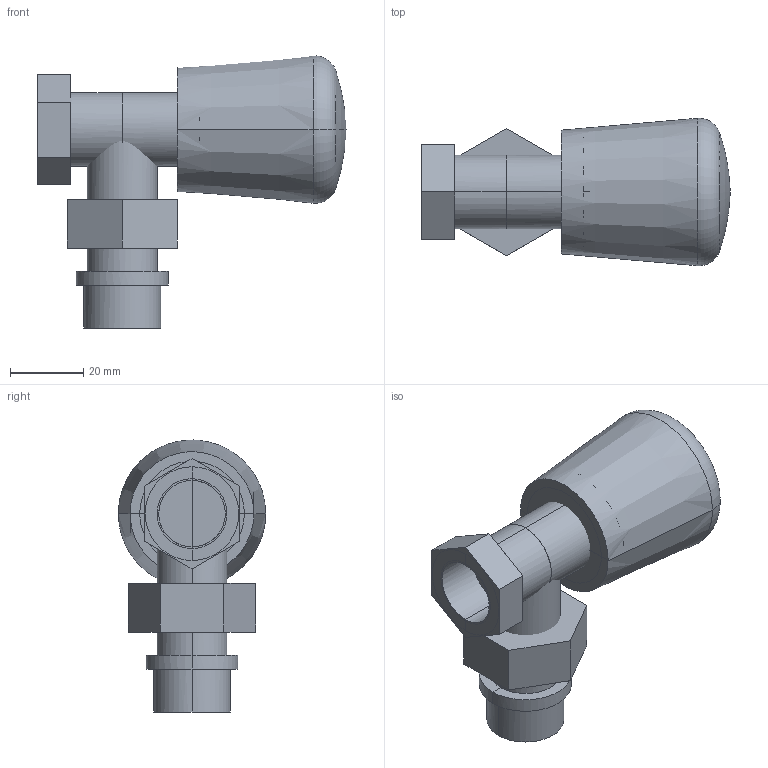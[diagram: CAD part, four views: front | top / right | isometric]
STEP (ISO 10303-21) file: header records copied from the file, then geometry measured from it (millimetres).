
FILE_DESCRIPTION(('CATIA V5 STEP Exchange','CAx-IF Rec.Pracs.--- Model Styling and Organization---1.5--- 2016-08-15','CAx-IF Rec.Pracs.---Supplemental Geometry---1.0---2011-11-01','CAx-IF Rec.Pracs.--- Composite Materials ---3.4---2017-06-13','CAx-IF Rec.Pracs.---Tessellated 3D Geometry---1.0---2015-12-17'),'2;1');
FILE_NAME('STEP_401402_-_TST.stp','2023-03-28T12:38:19+00:00',('none'),('none'),'CATIA Version 5-6 Release 2020 SP5','CATIA V5 STEP AP242 v2','none');
FILE_SCHEMA(('AP242_MANAGED_MODEL_BASED_3D_ENGINEERING_MIM_LF {1 0 10303 442 1 1 4}'));
Length unit declared in the file: millimetre
Products named in the file (1): 401402 - TST
Bounding box: 84 x 40.13 x 74.05 mm (x, y, z)
Volume: 124585.9 mm3; surface area: 30968.8 mm2
Topology: 9 solids, 9 shells, 86 faces, 165 edges, 93 vertices
Faces by surface type: plane 50, cylinder 24, torus 6, cone 4, sphere 2
Entity records: 2546 total; most frequent: CARTESIAN_POINT 1165, ORIENTED_EDGE 326, DIRECTION 172, EDGE_CURVE 163, B_SPLINE_CURVE_WITH_KNOTS 141, VERTEX_POINT 93, EDGE_LOOP 88, AXIS2_PLACEMENT_3D 87
